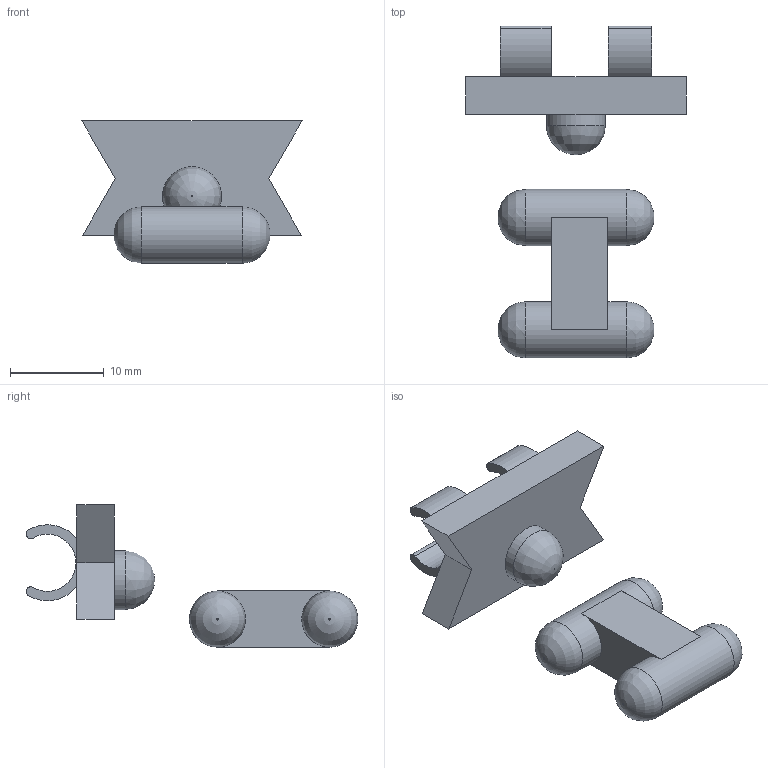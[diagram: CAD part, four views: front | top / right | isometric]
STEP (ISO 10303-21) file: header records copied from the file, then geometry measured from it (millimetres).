
FILE_DESCRIPTION(('FreeCAD Model'),'2;1');
FILE_NAME('Open CASCADE Shape Model','2025-05-05T14:48:19',('Author'),( ''),'Open CASCADE STEP processor 7.8','FreeCAD','Unknown');
FILE_SCHEMA(('AUTOMOTIVE_DESIGN { 1 0 10303 214 1 1 1 1 }'));
Length unit declared in the file: millimetre
Products named in the file (3): din_rail_mount_upgraded; lower_arm; pusher
Assembly tree (2 placements, depth 2):
  din_rail_mount_upgraded
    lower_arm
    pusher
Bounding box: 23.52 x 35.42 x 15.2 mm (x, y, z)
Volume: 2296.6 mm3; surface area: 1865.1 mm2
Topology: 2 solids, 2 shells, 39 faces, 91 edges, 59 vertices
Faces by surface type: plane 21, cylinder 13, revolution 5
Full cylindrical faces by diameter (mm): 6 x2, 6.3 x1
Entity records: 1251 total; most frequent: CARTESIAN_POINT 256, DIRECTION 210, ORIENTED_EDGE 182, EDGE_CURVE 91, AXIS2_PLACEMENT_3D 81, VERTEX_POINT 59, CIRCLE 44, LINE 43
